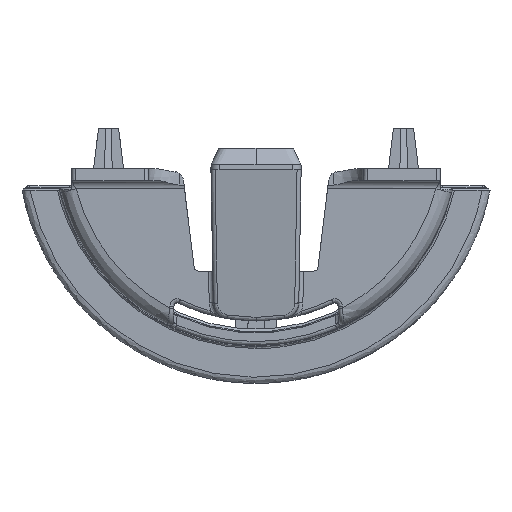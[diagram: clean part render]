
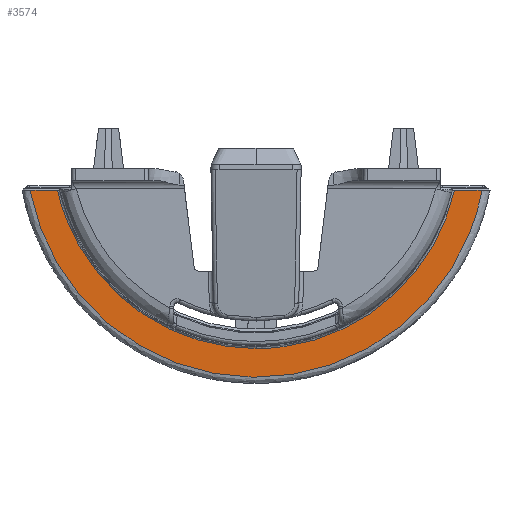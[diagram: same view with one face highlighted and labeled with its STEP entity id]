
A CAD part, top view. The second image highlights one B-rep face of the part: STEP entity #3574.
In plain terms, the highlighted planar face has unit normal (0, -0.009, 1).
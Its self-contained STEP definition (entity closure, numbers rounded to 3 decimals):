
#96 = CARTESIAN_POINT ( 'NONE',  ( -11.085, -26.126, 23.772 ) ) ;
#370 = ORIENTED_EDGE ( 'NONE', *, *, #1208, .T. ) ;
#635 = LINE ( 'NONE', #8837, #16649 ) ;
#990 = EDGE_LOOP ( 'NONE', ( #6578, #9032, #370, #17964, #10124 ) ) ;
#1208 = EDGE_CURVE ( 'NONE', #3286, #13699, #10808, .T. ) ;
#1256 = CARTESIAN_POINT ( 'NONE',  ( 16.668, -22.935, 23.8 ) ) ;
#1521 = VECTOR ( 'NONE', #11371, 1000. ) ;
#1525 = CARTESIAN_POINT ( 'NONE',  ( -6.472, -27.646, 23.759 ) ) ;
#1785 = CARTESIAN_POINT ( 'NONE',  ( 24.267, -5.558, 23.951 ) ) ;
#2641 = CARTESIAN_POINT ( 'NONE',  ( 20.312, -19.738, 23.828 ) ) ;
#2840 = CARTESIAN_POINT ( 'NONE',  ( -25.726, -11.674, 23.898 ) ) ;
#2909 = CARTESIAN_POINT ( 'NONE',  ( -1.647, -28.352, 23.753 ) ) ;
#2967 = EDGE_CURVE ( 'NONE', #13372, #3286, #16208, .T. ) ;
#2971 = CARTESIAN_POINT ( 'NONE',  ( 24.22, -5.558, 23.951 ) ) ;
#3071 = EDGE_CURVE ( 'NONE', #12675, #14885, #635, .T. ) ;
#3286 = VERTEX_POINT ( 'NONE', #11649 ) ;
#3574 = ADVANCED_FACE ( 'NONE', ( #10197 ), #15197, .T. ) ;
#3786 = CARTESIAN_POINT ( 'NONE',  ( 6.423, -27.657, 23.759 ) ) ;
#3857 = CARTESIAN_POINT ( 'NONE',  ( -24.231, -5.508, 23.952 ) ) ;
#3986 = EDGE_CURVE ( 'NONE', #14885, #13372, #15592, .T. ) ;
#4044 = CARTESIAN_POINT ( 'NONE',  ( 23.363, -15.953, 23.861 ) ) ;
#4231 = CARTESIAN_POINT ( 'NONE',  ( -23.391, -15.91, 23.861 ) ) ;
#4463 = CARTESIAN_POINT ( 'NONE',  ( 0., -24.848, 23.783 ) ) ;
#5078 = EDGE_CURVE ( 'NONE', #13699, #12675, #10953, .T. ) ;
#5437 = CARTESIAN_POINT ( 'NONE',  ( 25.705, -11.721, 23.898 ) ) ;
#5623 = CARTESIAN_POINT ( 'NONE',  ( -20.348, -19.701, 23.828 ) ) ;
#6007 = CARTESIAN_POINT ( 'NONE',  ( -27.605, -5.508, 23.952 ) ) ;
#6578 = ORIENTED_EDGE ( 'NONE', *, *, #3986, .T. ) ;
#6602 = CARTESIAN_POINT ( 'NONE',  ( -24.231, -5.508, 23.952 ) ) ;
#6827 = CARTESIAN_POINT ( 'NONE',  ( 27.292, -7.14, 23.938 ) ) ;
#7037 = CARTESIAN_POINT ( 'NONE',  ( -16.709, -22.905, 23.8 ) ) ;
#7060 = DIRECTION ( 'NONE',  ( 0., -1., -0.009 ) ) ;
#8008 = CARTESIAN_POINT ( 'NONE',  ( -12.095, -24.848, 23.783 ) ) ;
#8180 = CARTESIAN_POINT ( 'NONE',  ( 11.039, -26.146, 23.772 ) ) ;
#8331 = CARTESIAN_POINT ( 'NONE',  ( 0., 0., 24. ) ) ;
#8427 = CARTESIAN_POINT ( 'NONE',  ( -12.554, -25.446, 23.778 ) ) ;
#8837 = CARTESIAN_POINT ( 'NONE',  ( -27.635, -5.508, 23.952 ) ) ;
#9032 = ORIENTED_EDGE ( 'NONE', *, *, #2967, .T. ) ;
#9373 = CARTESIAN_POINT ( 'NONE',  ( 0., -24.848, 23.783 ) ) ;
#9539 = CARTESIAN_POINT ( 'NONE',  ( 15.338, -23.854, 23.792 ) ) ;
#9738 = CARTESIAN_POINT ( 'NONE',  ( -26.868, -8.64, 23.925 ) ) ;
#9802 = CARTESIAN_POINT ( 'NONE',  ( -8.037, -27.229, 23.762 ) ) ;
#10124 = ORIENTED_EDGE ( 'NONE', *, *, #3071, .T. ) ;
#10197 = FACE_OUTER_BOUND ( 'NONE', #990, .T. ) ;
#10452 = CARTESIAN_POINT ( 'NONE',  ( 21.518, -17.326, 23.849 ) ) ;
#10808 =( BOUNDED_CURVE ( )  B_SPLINE_CURVE ( 3, ( #2971, #10452, #16750, #13067 ),
 .UNSPECIFIED., .F., .T. ) 
 B_SPLINE_CURVE_WITH_KNOTS ( ( 4, 4 ),
 ( 4.938, 6.283 ),
 .UNSPECIFIED. ) 
 CURVE ( )  GEOMETRIC_REPRESENTATION_ITEM ( )  RATIONAL_B_SPLINE_CURVE ( ( 1., 0.855, 0.855, 1. ) ) 
 REPRESENTATION_ITEM ( '' )  );
#10929 = CARTESIAN_POINT ( 'NONE',  ( 19.163, -20.871, 23.818 ) ) ;
#10933 = CARTESIAN_POINT ( 'NONE',  ( 3.209, -28.216, 23.754 ) ) ;
#10953 =( BOUNDED_CURVE ( )  B_SPLINE_CURVE ( 3, ( #9373, #8008, #12163, #3857 ),
 .UNSPECIFIED., .F., .T. ) 
 B_SPLINE_CURVE_WITH_KNOTS ( ( 4, 4 ),
 ( 0., 1.347 ),
 .UNSPECIFIED. ) 
 CURVE ( )  GEOMETRIC_REPRESENTATION_ITEM ( )  RATIONAL_B_SPLINE_CURVE ( ( 1., 0.854, 0.854, 1. ) ) 
 REPRESENTATION_ITEM ( '' )  );
#11135 = CARTESIAN_POINT ( 'NONE',  ( -27.605, -5.508, 23.952 ) ) ;
#11185 = CARTESIAN_POINT ( 'NONE',  ( -3.26, -28.211, 23.754 ) ) ;
#11371 = DIRECTION ( 'NONE',  ( -1., 0., 0. ) ) ;
#11649 = CARTESIAN_POINT ( 'NONE',  ( 24.22, -5.558, 23.951 ) ) ;
#12163 = CARTESIAN_POINT ( 'NONE',  ( -21.549, -17.303, 23.849 ) ) ;
#12339 = CARTESIAN_POINT ( 'NONE',  ( 22.424, -17.265, 23.849 ) ) ;
#12523 = CARTESIAN_POINT ( 'NONE',  ( -25.031, -13.128, 23.885 ) ) ;
#12587 = CARTESIAN_POINT ( 'NONE',  ( 1.596, -28.355, 23.753 ) ) ;
#12675 = VERTEX_POINT ( 'NONE', #6602 ) ;
#12998 = DIRECTION ( 'NONE',  ( -1., 0., 0. ) ) ;
#13067 = CARTESIAN_POINT ( 'NONE',  ( 0., -24.848, 23.783 ) ) ;
#13372 = VERTEX_POINT ( 'NONE', #14699 ) ;
#13699 = VERTEX_POINT ( 'NONE', #4463 ) ;
#13712 = CARTESIAN_POINT ( 'NONE',  ( 25.008, -13.172, 23.885 ) ) ;
#13856 = CARTESIAN_POINT ( 'NONE',  ( -27.304, -7.09, 23.938 ) ) ;
#13921 = CARTESIAN_POINT ( 'NONE',  ( -22.454, -17.225, 23.85 ) ) ;
#14699 = CARTESIAN_POINT ( 'NONE',  ( 27.596, -5.558, 23.951 ) ) ;
#14885 = VERTEX_POINT ( 'NONE', #6007 ) ;
#15091 = CARTESIAN_POINT ( 'NONE',  ( 26.853, -8.688, 23.924 ) ) ;
#15197 = PLANE ( 'NONE',  #17777 ) ;
#15303 = CARTESIAN_POINT ( 'NONE',  ( -19.199, -20.837, 23.818 ) ) ;
#15323 = DIRECTION ( 'NONE',  ( 0., -0.009, 1. ) ) ;
#15592 = B_SPLINE_CURVE_WITH_KNOTS ( 'NONE', 3,
 ( #11135, #13856, #9738, #2840, #12523, #4231, #13921, #5623, #15303, #7037, #16686, #8427, #96, #9802, #1525, #11185, #2909, #12587, #10933, #3786, #16429, #8180, #17800, #9539, #1256, #10929, #2641, #12339, #4044, #13712, #5437, #15091, #6827, #16490 ),
 .UNSPECIFIED., .F., .F.,
 ( 4, 2, 2, 2, 2, 2, 2, 2, 2, 2, 2, 2, 2, 2, 2, 2, 4 ),
 ( 0.002, 0.064, 0.126, 0.189, 0.251, 0.313, 0.375, 0.437, 0.5, 0.562, 0.624, 0.686, 0.748, 0.811, 0.873, 0.935, 0.997 ),
 .UNSPECIFIED. ) ;
#16208 = LINE ( 'NONE', #1785, #1521 ) ;
#16429 = CARTESIAN_POINT ( 'NONE',  ( 7.988, -27.244, 23.762 ) ) ;
#16490 = CARTESIAN_POINT ( 'NONE',  ( 27.596, -5.558, 23.951 ) ) ;
#16649 = VECTOR ( 'NONE', #12998, 1000. ) ;
#16686 = CARTESIAN_POINT ( 'NONE',  ( -15.38, -23.827, 23.792 ) ) ;
#16750 = CARTESIAN_POINT ( 'NONE',  ( 12.074, -24.848, 23.783 ) ) ;
#17777 = AXIS2_PLACEMENT_3D ( 'NONE', #8331, #15323, #7060 ) ;
#17800 = CARTESIAN_POINT ( 'NONE',  ( 12.507, -25.469, 23.778 ) ) ;
#17964 = ORIENTED_EDGE ( 'NONE', *, *, #5078, .T. ) ;
